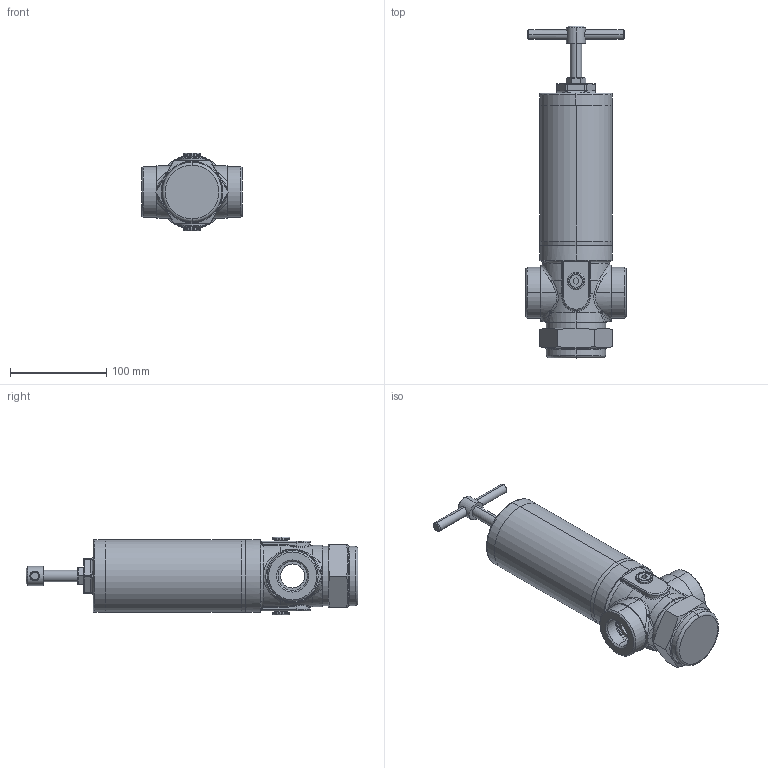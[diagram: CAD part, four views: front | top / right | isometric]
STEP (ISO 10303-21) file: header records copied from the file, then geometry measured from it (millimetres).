
FILE_DESCRIPTION (( 'STEP AP203' ), '1' );
FILE_NAME ('70 BG II G1 Female.STEP', '2017-12-11T15:15:22', ( '' ), ( '' ), 'SwSTEP 2.0', 'SolidWorks 2016', '' );
FILE_SCHEMA (( 'CONFIG_CONTROL_DESIGN' ));
Length unit declared in the file: millimetre
Products named in the file (1): 70 BG II G1 Female
Bounding box: 105 x 345.6 x 81 mm (x, y, z)
Volume: 375182.1 mm3; surface area: 169242.7 mm2
Topology: 8 solids, 8 shells, 467 faces, 1057 edges, 622 vertices
Faces by surface type: cylinder 138, cone 104, plane 90, torus 73, bspline 62
Entity records: 16889 total; most frequent: CARTESIAN_POINT 6839, ORIENTED_EDGE 2106, DIRECTION 2066, EDGE_CURVE 1053, AXIS2_PLACEMENT_3D 889, VERTEX_POINT 622, EDGE_LOOP 503, CIRCLE 483
